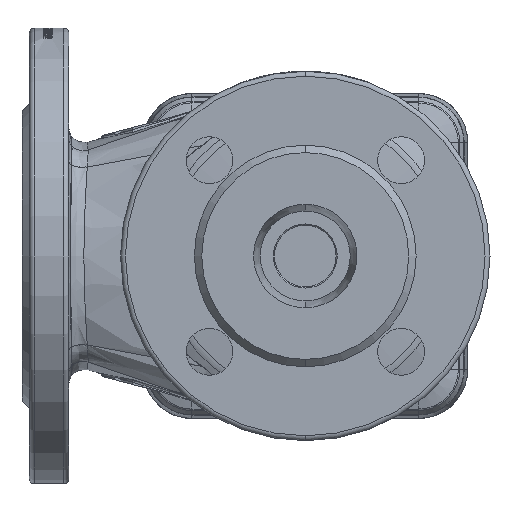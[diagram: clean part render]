
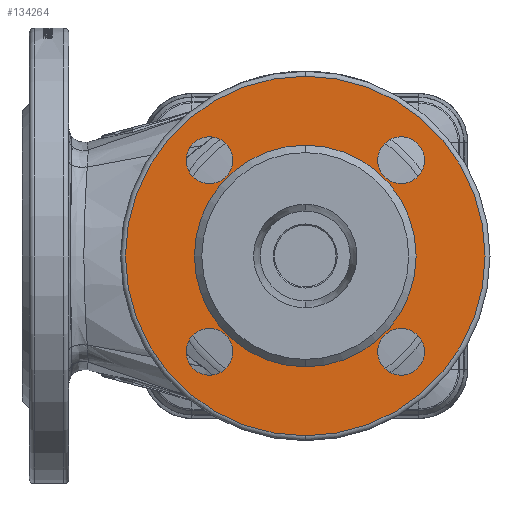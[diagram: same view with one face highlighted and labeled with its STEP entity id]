
A CAD part, front view. The second image highlights one B-rep face of the part: STEP entity #134264.
In plain terms, the highlighted planar face has unit normal (0, -1, 0).
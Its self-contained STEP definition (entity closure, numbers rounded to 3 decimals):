
#2462 = ORIENTED_EDGE ( 'NONE', *, *, #137652, .F. ) ;
#3638 = EDGE_CURVE ( 'NONE', #66242, #106528, #42638, .T. ) ;
#4593 = CARTESIAN_POINT ( 'NONE',  ( 38.891, -137., 48.391 ) ) ;
#5461 = EDGE_LOOP ( 'NONE', ( #11474, #91432 ) ) ;
#5741 = EDGE_CURVE ( 'NONE', #134175, #46732, #50436, .T. ) ;
#9418 = DIRECTION ( 'NONE',  ( 0., 0., -1. ) ) ;
#9865 = ORIENTED_EDGE ( 'NONE', *, *, #150341, .F. ) ;
#9984 = ORIENTED_EDGE ( 'NONE', *, *, #5741, .F. ) ;
#10891 = CARTESIAN_POINT ( 'NONE',  ( 38.891, -137., -38.891 ) ) ;
#11474 = ORIENTED_EDGE ( 'NONE', *, *, #60823, .F. ) ;
#11920 = AXIS2_PLACEMENT_3D ( 'NONE', #88404, #149823, #9418 ) ;
#12357 = CARTESIAN_POINT ( 'NONE',  ( 38.891, -137., 38.891 ) ) ;
#16600 = AXIS2_PLACEMENT_3D ( 'NONE', #12357, #63670, #153561 ) ;
#18429 = EDGE_LOOP ( 'NONE', ( #52140, #118353 ) ) ;
#20344 = DIRECTION ( 'NONE',  ( 0., -1., 0. ) ) ;
#20986 = CARTESIAN_POINT ( 'NONE',  ( -38.891, -137., -29.391 ) ) ;
#21297 = AXIS2_PLACEMENT_3D ( 'NONE', #10891, #164702, #49613 ) ;
#23201 = VERTEX_POINT ( 'NONE', #61311 ) ;
#23265 = CIRCLE ( 'NONE', #36720, 9.5 ) ;
#24167 = DIRECTION ( 'NONE',  ( 0., 0., 1. ) ) ;
#24358 = FACE_BOUND ( 'NONE', #100163, .T. ) ;
#24601 = CIRCLE ( 'NONE', #16600, 9.5 ) ;
#26418 = CIRCLE ( 'NONE', #37113, 45. ) ;
#29565 = VERTEX_POINT ( 'NONE', #164126 ) ;
#29768 = VERTEX_POINT ( 'NONE', #134634 ) ;
#36720 = AXIS2_PLACEMENT_3D ( 'NONE', #59966, #111169, #86043 ) ;
#37113 = AXIS2_PLACEMENT_3D ( 'NONE', #119866, #134978, #83697 ) ;
#37233 = EDGE_CURVE ( 'NONE', #29565, #23201, #53082, .T. ) ;
#41951 = CARTESIAN_POINT ( 'NONE',  ( -38.891, -137., -38.891 ) ) ;
#42638 = CIRCLE ( 'NONE', #136596, 45. ) ;
#42794 = AXIS2_PLACEMENT_3D ( 'NONE', #59428, #56954, #147699 ) ;
#44472 = ORIENTED_EDGE ( 'NONE', *, *, #95134, .F. ) ;
#45989 = VERTEX_POINT ( 'NONE', #68029 ) ;
#46006 = EDGE_CURVE ( 'NONE', #130097, #29768, #130100, .T. ) ;
#46348 = ORIENTED_EDGE ( 'NONE', *, *, #3638, .T. ) ;
#46372 = AXIS2_PLACEMENT_3D ( 'NONE', #93109, #117514, #157842 ) ;
#46732 = VERTEX_POINT ( 'NONE', #157921 ) ;
#47281 = AXIS2_PLACEMENT_3D ( 'NONE', #138521, #151092, #24167 ) ;
#48112 = EDGE_CURVE ( 'NONE', #29768, #130097, #23265, .T. ) ;
#49613 = DIRECTION ( 'NONE',  ( 0., 0., -1. ) ) ;
#50436 = CIRCLE ( 'NONE', #144389, 9.5 ) ;
#52068 = ORIENTED_EDGE ( 'NONE', *, *, #143007, .T. ) ;
#52140 = ORIENTED_EDGE ( 'NONE', *, *, #46006, .F. ) ;
#53082 = CIRCLE ( 'NONE', #74613, 73. ) ;
#56954 = DIRECTION ( 'NONE',  ( 0., -1., 0. ) ) ;
#59428 = CARTESIAN_POINT ( 'NONE',  ( 38.891, -137., 38.891 ) ) ;
#59966 = CARTESIAN_POINT ( 'NONE',  ( -38.891, -137., -38.891 ) ) ;
#60015 = ORIENTED_EDGE ( 'NONE', *, *, #117381, .F. ) ;
#60823 = EDGE_CURVE ( 'NONE', #45989, #142817, #107131, .T. ) ;
#61311 = CARTESIAN_POINT ( 'NONE',  ( 0., -137., -73. ) ) ;
#63670 = DIRECTION ( 'NONE',  ( 0., -1., 0. ) ) ;
#63891 = FACE_BOUND ( 'NONE', #129738, .T. ) ;
#66242 = VERTEX_POINT ( 'NONE', #130230 ) ;
#67728 = VERTEX_POINT ( 'NONE', #149684 ) ;
#68029 = CARTESIAN_POINT ( 'NONE',  ( 38.891, -137., -29.391 ) ) ;
#68823 = DIRECTION ( 'NONE',  ( 0., -1., 0. ) ) ;
#70772 = CARTESIAN_POINT ( 'NONE',  ( 0., -137., 0. ) ) ;
#74613 = AXIS2_PLACEMENT_3D ( 'NONE', #70772, #121225, #145609 ) ;
#75666 = FACE_OUTER_BOUND ( 'NONE', #120078, .T. ) ;
#78575 = AXIS2_PLACEMENT_3D ( 'NONE', #127773, #111757, #164721 ) ;
#83697 = DIRECTION ( 'NONE',  ( 0., 0., 1. ) ) ;
#84446 = CIRCLE ( 'NONE', #11920, 9.5 ) ;
#84627 = CARTESIAN_POINT ( 'NONE',  ( 0., -137., 0. ) ) ;
#85023 = VERTEX_POINT ( 'NONE', #4593 ) ;
#86043 = DIRECTION ( 'NONE',  ( 0., 0., -1. ) ) ;
#88404 = CARTESIAN_POINT ( 'NONE',  ( -38.891, -137., 38.891 ) ) ;
#91168 = CARTESIAN_POINT ( 'NONE',  ( 0., -137., -45. ) ) ;
#91432 = ORIENTED_EDGE ( 'NONE', *, *, #126521, .F. ) ;
#93109 = CARTESIAN_POINT ( 'NONE',  ( 38.891, -137., -38.891 ) ) ;
#95134 = EDGE_CURVE ( 'NONE', #85023, #67728, #24601, .T. ) ;
#98087 = CARTESIAN_POINT ( 'NONE',  ( 38.891, -137., -48.391 ) ) ;
#100163 = EDGE_LOOP ( 'NONE', ( #2462, #9984 ) ) ;
#106528 = VERTEX_POINT ( 'NONE', #91168 ) ;
#106612 = ORIENTED_EDGE ( 'NONE', *, *, #37233, .F. ) ;
#107131 = CIRCLE ( 'NONE', #21297, 9.5 ) ;
#108851 = EDGE_LOOP ( 'NONE', ( #46348, #52068 ) ) ;
#111169 = DIRECTION ( 'NONE',  ( 0., -1., 0. ) ) ;
#111411 = DIRECTION ( 'NONE',  ( 0., 0., 1. ) ) ;
#111757 = DIRECTION ( 'NONE',  ( 0., -1., 0. ) ) ;
#114268 = FACE_BOUND ( 'NONE', #18429, .T. ) ;
#117381 = EDGE_CURVE ( 'NONE', #67728, #85023, #144763, .T. ) ;
#117514 = DIRECTION ( 'NONE',  ( 0., -1., 0. ) ) ;
#118353 = ORIENTED_EDGE ( 'NONE', *, *, #48112, .F. ) ;
#119866 = CARTESIAN_POINT ( 'NONE',  ( 0., -137., 0. ) ) ;
#120078 = EDGE_LOOP ( 'NONE', ( #106612, #9865 ) ) ;
#121225 = DIRECTION ( 'NONE',  ( 0., 1., 0. ) ) ;
#121644 = DIRECTION ( 'NONE',  ( 0., 1., 0. ) ) ;
#122084 = CARTESIAN_POINT ( 'NONE',  ( -38.891, -137., 38.891 ) ) ;
#126521 = EDGE_CURVE ( 'NONE', #142817, #45989, #140237, .T. ) ;
#126949 = FACE_BOUND ( 'NONE', #5461, .T. ) ;
#127773 = CARTESIAN_POINT ( 'NONE',  ( -45., -137., 0. ) ) ;
#129738 = EDGE_LOOP ( 'NONE', ( #44472, #60015 ) ) ;
#130097 = VERTEX_POINT ( 'NONE', #20986 ) ;
#130100 = CIRCLE ( 'NONE', #151420, 9.5 ) ;
#130230 = CARTESIAN_POINT ( 'NONE',  ( 0., -137., 45. ) ) ;
#134175 = VERTEX_POINT ( 'NONE', #162658 ) ;
#134264 = ADVANCED_FACE ( 'NONE', ( #24358, #126949, #114268, #63891, #137881, #75666 ), #166371, .T. ) ;
#134634 = CARTESIAN_POINT ( 'NONE',  ( -38.891, -137., -48.391 ) ) ;
#134978 = DIRECTION ( 'NONE',  ( 0., 1., 0. ) ) ;
#135538 = DIRECTION ( 'NONE',  ( 0., 0., -1. ) ) ;
#136596 = AXIS2_PLACEMENT_3D ( 'NONE', #84627, #121644, #111411 ) ;
#137652 = EDGE_CURVE ( 'NONE', #46732, #134175, #84446, .T. ) ;
#137881 = FACE_BOUND ( 'NONE', #108851, .T. ) ;
#138434 = CIRCLE ( 'NONE', #47281, 73. ) ;
#138521 = CARTESIAN_POINT ( 'NONE',  ( 0., -137., 0. ) ) ;
#140237 = CIRCLE ( 'NONE', #46372, 9.5 ) ;
#142817 = VERTEX_POINT ( 'NONE', #98087 ) ;
#143007 = EDGE_CURVE ( 'NONE', #106528, #66242, #26418, .T. ) ;
#144389 = AXIS2_PLACEMENT_3D ( 'NONE', #122084, #20344, #135538 ) ;
#144493 = DIRECTION ( 'NONE',  ( 0., 0., -1. ) ) ;
#144763 = CIRCLE ( 'NONE', #42794, 9.5 ) ;
#145609 = DIRECTION ( 'NONE',  ( 0., 0., 1. ) ) ;
#147699 = DIRECTION ( 'NONE',  ( 0., 0., -1. ) ) ;
#149684 = CARTESIAN_POINT ( 'NONE',  ( 38.891, -137., 29.391 ) ) ;
#149823 = DIRECTION ( 'NONE',  ( 0., -1., 0. ) ) ;
#150341 = EDGE_CURVE ( 'NONE', #23201, #29565, #138434, .T. ) ;
#151092 = DIRECTION ( 'NONE',  ( 0., 1., 0. ) ) ;
#151420 = AXIS2_PLACEMENT_3D ( 'NONE', #41951, #68823, #144493 ) ;
#153561 = DIRECTION ( 'NONE',  ( 0., 0., -1. ) ) ;
#157842 = DIRECTION ( 'NONE',  ( 0., 0., -1. ) ) ;
#157921 = CARTESIAN_POINT ( 'NONE',  ( -38.891, -137., 48.391 ) ) ;
#162658 = CARTESIAN_POINT ( 'NONE',  ( -38.891, -137., 29.391 ) ) ;
#164126 = CARTESIAN_POINT ( 'NONE',  ( 0., -137., 73. ) ) ;
#164702 = DIRECTION ( 'NONE',  ( 0., -1., 0. ) ) ;
#164721 = DIRECTION ( 'NONE',  ( 0., 0., -1. ) ) ;
#166371 = PLANE ( 'NONE',  #78575 ) ;
